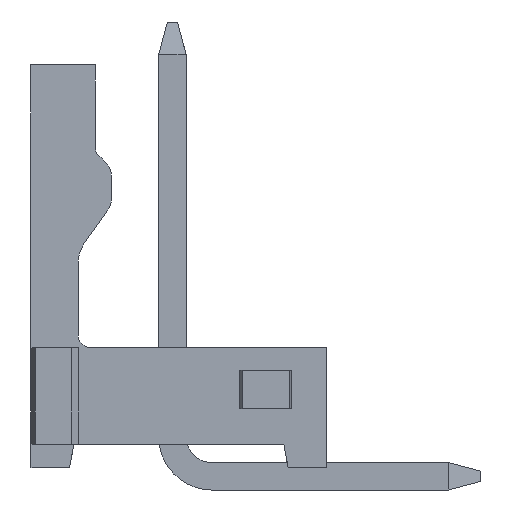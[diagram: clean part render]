
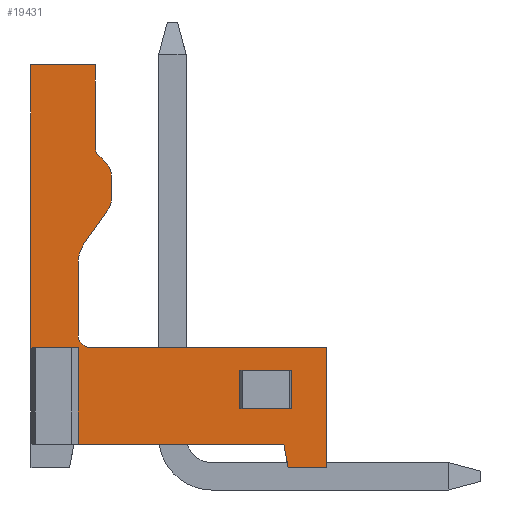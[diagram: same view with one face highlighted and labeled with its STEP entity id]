
A CAD part, left-side view. The second image highlights one B-rep face of the part: STEP entity #19431.
In plain terms, the highlighted planar face has unit normal (-1, 0, 0).
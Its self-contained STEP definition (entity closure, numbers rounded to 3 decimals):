
#18440=CARTESIAN_POINT('',(-12.5,-3.6,2.8));
#18441=VERTEX_POINT('',#18440);
#18448=CARTESIAN_POINT('',(-12.5,-3.6,0.));
#18449=VERTEX_POINT('',#18448);
#18450=CARTESIAN_POINT('',(-12.5,-3.6,2.8));
#18451=DIRECTION('',(0.,0.,-1.));
#18452=VECTOR('',#18451,2.8);
#18453=LINE('',#18450,#18452);
#18454=EDGE_CURVE('',#18441,#18449,#18453,.T.);
#18602=CARTESIAN_POINT('',(-12.5,3.3,2.8));
#18603=VERTEX_POINT('',#18602);
#18610=CARTESIAN_POINT('',(-12.5,3.3,9.4));
#18611=VERTEX_POINT('',#18610);
#18612=CARTESIAN_POINT('',(-12.5,3.3,2.8));
#18613=DIRECTION('',(0.,0.,1.));
#18614=VECTOR('',#18613,6.6);
#18615=LINE('',#18612,#18614);
#18616=EDGE_CURVE('',#18603,#18611,#18615,.T.);
#18634=CARTESIAN_POINT('',(-12.5,1.8,9.4));
#18635=VERTEX_POINT('',#18634);
#18636=CARTESIAN_POINT('',(-12.5,3.3,9.4));
#18637=DIRECTION('',(0.,-1.,0.));
#18638=VECTOR('',#18637,1.5);
#18639=LINE('',#18636,#18638);
#18640=EDGE_CURVE('',#18611,#18635,#18639,.T.);
#18658=CARTESIAN_POINT('',(-12.5,1.8,7.445));
#18659=VERTEX_POINT('',#18658);
#18660=CARTESIAN_POINT('',(-12.5,1.8,9.4));
#18661=DIRECTION('',(0.,0.,-1.));
#18662=VECTOR('',#18661,1.955);
#18663=LINE('',#18660,#18662);
#18664=EDGE_CURVE('',#18635,#18659,#18663,.T.);
#18682=CARTESIAN_POINT('',(-12.5,1.741,7.304));
#18683=VERTEX_POINT('',#18682);
#18684=CARTESIAN_POINT('',(-12.5,1.6,7.445));
#18685=DIRECTION('',(0.,1.,0.));
#18686=DIRECTION('',(-1.,0.,0.));
#18687=AXIS2_PLACEMENT_3D('',#18684,#18686,#18685);
#18688=CIRCLE('',#18687,0.2);
#18689=EDGE_CURVE('',#18659,#18683,#18688,.T.);
#18707=CARTESIAN_POINT('',(-12.5,1.566,7.129));
#18708=VERTEX_POINT('',#18707);
#18709=CARTESIAN_POINT('',(-12.5,1.741,7.304));
#18710=DIRECTION('',(0.,-0.707,-0.707));
#18711=VECTOR('',#18710,0.247);
#18712=LINE('',#18709,#18711);
#18713=EDGE_CURVE('',#18683,#18708,#18712,.T.);
#18731=CARTESIAN_POINT('',(-12.5,1.42,6.776));
#18732=VERTEX_POINT('',#18731);
#18733=CARTESIAN_POINT('',(-12.5,1.92,6.776));
#18734=DIRECTION('',(0.,-0.707,0.707));
#18735=DIRECTION('',(1.,0.,0.));
#18736=AXIS2_PLACEMENT_3D('',#18733,#18735,#18734);
#18737=CIRCLE('',#18736,0.5);
#18738=EDGE_CURVE('',#18708,#18732,#18737,.T.);
#18756=CARTESIAN_POINT('',(-12.5,1.42,6.3));
#18757=VERTEX_POINT('',#18756);
#18758=CARTESIAN_POINT('',(-12.5,1.42,6.776));
#18759=DIRECTION('',(0.,0.,-1.));
#18760=VECTOR('',#18759,0.476);
#18761=LINE('',#18758,#18760);
#18762=EDGE_CURVE('',#18732,#18757,#18761,.T.);
#18780=CARTESIAN_POINT('',(-12.5,1.51,6.013));
#18781=VERTEX_POINT('',#18780);
#18782=CARTESIAN_POINT('',(-12.5,1.92,6.3));
#18783=DIRECTION('',(0.,-1.,0.));
#18784=DIRECTION('',(1.,0.,0.));
#18785=AXIS2_PLACEMENT_3D('',#18782,#18784,#18783);
#18786=CIRCLE('',#18785,0.5);
#18787=EDGE_CURVE('',#18757,#18781,#18786,.T.);
#18805=CARTESIAN_POINT('',(-12.5,2.064,5.222));
#18806=VERTEX_POINT('',#18805);
#18807=CARTESIAN_POINT('',(-12.5,1.51,6.013));
#18808=DIRECTION('',(0.,0.574,-0.819));
#18809=VECTOR('',#18808,0.966);
#18810=LINE('',#18807,#18809);
#18811=EDGE_CURVE('',#18781,#18806,#18810,.T.);
#18829=CARTESIAN_POINT('',(-12.5,2.2,4.792));
#18830=VERTEX_POINT('',#18829);
#18831=CARTESIAN_POINT('',(-12.5,1.45,4.792));
#18832=DIRECTION('',(0.,0.819,0.574));
#18833=DIRECTION('',(-1.,0.,0.));
#18834=AXIS2_PLACEMENT_3D('',#18831,#18833,#18832);
#18835=CIRCLE('',#18834,0.75);
#18836=EDGE_CURVE('',#18806,#18830,#18835,.T.);
#18854=CARTESIAN_POINT('',(-12.5,2.2,3.1));
#18855=VERTEX_POINT('',#18854);
#18856=CARTESIAN_POINT('',(-12.5,2.2,4.792));
#18857=DIRECTION('',(0.,0.,-1.));
#18858=VECTOR('',#18857,1.692);
#18859=LINE('',#18856,#18858);
#18860=EDGE_CURVE('',#18830,#18855,#18859,.T.);
#18878=CARTESIAN_POINT('',(-12.5,1.9,2.8));
#18879=VERTEX_POINT('',#18878);
#18880=CARTESIAN_POINT('',(-12.5,1.9,3.1));
#18881=DIRECTION('',(0.,1.,0.));
#18882=DIRECTION('',(-1.,0.,0.));
#18883=AXIS2_PLACEMENT_3D('',#18880,#18882,#18881);
#18884=CIRCLE('',#18883,0.3);
#18885=EDGE_CURVE('',#18855,#18879,#18884,.T.);
#19321=CARTESIAN_POINT('',(-12.5,-2.7,0.));
#19322=VERTEX_POINT('',#19321);
#19331=CARTESIAN_POINT('',(-12.5,-3.6,0.));
#19332=DIRECTION('',(0.,1.,0.));
#19333=VECTOR('',#19332,0.9);
#19334=LINE('',#19331,#19333);
#19335=EDGE_CURVE('',#18449,#19322,#19334,.T.);
#19340=CARTESIAN_POINT('',(-12.5,-0.15,4.7));
#19341=DIRECTION('',(0.,1.,0.));
#19342=DIRECTION('',(-1.,0.,0.));
#19343=AXIS2_PLACEMENT_3D('',#19340,#19342,#19341);
#19344=PLANE('',#19343);
#19345=CARTESIAN_POINT('',(-12.5,-3.6,2.8));
#19346=DIRECTION('',(0.,1.,0.));
#19347=VECTOR('',#19346,5.5);
#19348=LINE('',#19345,#19347);
#19349=EDGE_CURVE('',#18441,#18879,#19348,.T.);
#19350=ORIENTED_EDGE('',*,*,#19349,.T.);
#19351=ORIENTED_EDGE('',*,*,#18885,.F.);
#19352=ORIENTED_EDGE('',*,*,#18860,.F.);
#19353=ORIENTED_EDGE('',*,*,#18836,.F.);
#19354=ORIENTED_EDGE('',*,*,#18811,.F.);
#19355=ORIENTED_EDGE('',*,*,#18787,.F.);
#19356=ORIENTED_EDGE('',*,*,#18762,.F.);
#19357=ORIENTED_EDGE('',*,*,#18738,.F.);
#19358=ORIENTED_EDGE('',*,*,#18713,.F.);
#19359=ORIENTED_EDGE('',*,*,#18689,.F.);
#19360=ORIENTED_EDGE('',*,*,#18664,.F.);
#19361=ORIENTED_EDGE('',*,*,#18640,.F.);
#19362=ORIENTED_EDGE('',*,*,#18616,.F.);
#19363=CARTESIAN_POINT('',(-12.5,2.2,2.8));
#19364=VERTEX_POINT('',#19363);
#19365=CARTESIAN_POINT('',(-12.5,3.3,2.8));
#19366=DIRECTION('',(0.,-1.,0.));
#19367=VECTOR('',#19366,1.1);
#19368=LINE('',#19365,#19367);
#19369=EDGE_CURVE('',#18603,#19364,#19368,.T.);
#19370=ORIENTED_EDGE('',*,*,#19369,.T.);
#19371=CARTESIAN_POINT('',(-12.5,2.2,0.55));
#19372=VERTEX_POINT('',#19371);
#19373=CARTESIAN_POINT('',(-12.5,2.2,2.8));
#19374=DIRECTION('',(0.,0.,-1.));
#19375=VECTOR('',#19374,2.25);
#19376=LINE('',#19373,#19375);
#19377=EDGE_CURVE('',#19364,#19372,#19376,.T.);
#19378=ORIENTED_EDGE('',*,*,#19377,.T.);
#19379=CARTESIAN_POINT('',(-12.5,-2.6,0.55));
#19380=VERTEX_POINT('',#19379);
#19381=CARTESIAN_POINT('',(-12.5,-2.6,0.55));
#19382=DIRECTION('',(0.,1.,0.));
#19383=VECTOR('',#19382,4.8);
#19384=LINE('',#19381,#19383);
#19385=EDGE_CURVE('',#19380,#19372,#19384,.T.);
#19386=ORIENTED_EDGE('',*,*,#19385,.F.);
#19387=CARTESIAN_POINT('',(-12.5,-2.6,0.55));
#19388=DIRECTION('',(0.,-0.179,-0.984));
#19389=VECTOR('',#19388,0.559);
#19390=LINE('',#19387,#19389);
#19391=EDGE_CURVE('',#19380,#19322,#19390,.T.);
#19392=ORIENTED_EDGE('',*,*,#19391,.T.);
#19393=ORIENTED_EDGE('',*,*,#19335,.F.);
#19394=ORIENTED_EDGE('',*,*,#18454,.F.);
#19395=EDGE_LOOP('',(#19350,#19351,#19352,#19353,#19354,#19355,#19356,#19357,#19358,#19359,#19360,#19361,#19362,#19370,#19378,#19386,#19392,#19393,#19394));
#19396=FACE_OUTER_BOUND('',#19395,.T.);
#19397=CARTESIAN_POINT('',(-12.5,-2.775,2.275));
#19398=VERTEX_POINT('',#19397);
#19399=CARTESIAN_POINT('',(-12.5,-2.775,1.375));
#19400=VERTEX_POINT('',#19399);
#19401=CARTESIAN_POINT('',(-12.5,-2.775,2.275));
#19402=DIRECTION('',(0.,0.,-1.));
#19403=VECTOR('',#19402,0.9);
#19404=LINE('',#19401,#19403);
#19405=EDGE_CURVE('',#19398,#19400,#19404,.T.);
#19406=ORIENTED_EDGE('',*,*,#19405,.T.);
#19407=CARTESIAN_POINT('',(-12.5,-1.575,1.375));
#19408=VERTEX_POINT('',#19407);
#19409=CARTESIAN_POINT('',(-12.5,-2.775,1.375));
#19410=DIRECTION('',(0.,1.,0.));
#19411=VECTOR('',#19410,1.2);
#19412=LINE('',#19409,#19411);
#19413=EDGE_CURVE('',#19400,#19408,#19412,.T.);
#19414=ORIENTED_EDGE('',*,*,#19413,.T.);
#19415=CARTESIAN_POINT('',(-12.5,-1.575,2.275));
#19416=VERTEX_POINT('',#19415);
#19417=CARTESIAN_POINT('',(-12.5,-1.575,1.375));
#19418=DIRECTION('',(0.,0.,1.));
#19419=VECTOR('',#19418,0.9);
#19420=LINE('',#19417,#19419);
#19421=EDGE_CURVE('',#19408,#19416,#19420,.T.);
#19422=ORIENTED_EDGE('',*,*,#19421,.T.);
#19423=CARTESIAN_POINT('',(-12.5,-1.575,2.275));
#19424=DIRECTION('',(0.,-1.,0.));
#19425=VECTOR('',#19424,1.2);
#19426=LINE('',#19423,#19425);
#19427=EDGE_CURVE('',#19416,#19398,#19426,.T.);
#19428=ORIENTED_EDGE('',*,*,#19427,.T.);
#19429=EDGE_LOOP('',(#19406,#19414,#19422,#19428));
#19430=FACE_BOUND('',#19429,.T.);
#19431=ADVANCED_FACE('',(#19396,#19430),#19344,.T.);
